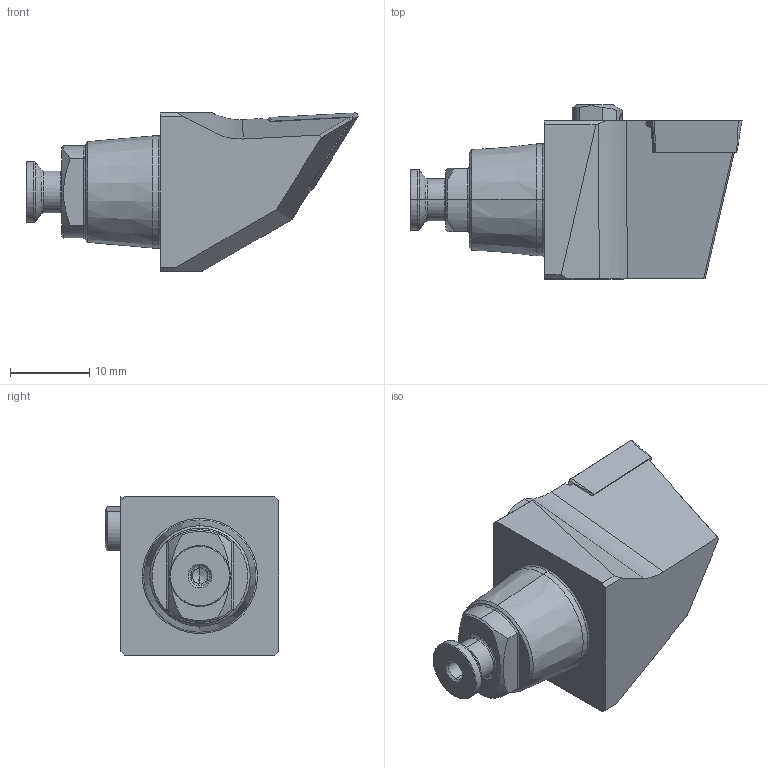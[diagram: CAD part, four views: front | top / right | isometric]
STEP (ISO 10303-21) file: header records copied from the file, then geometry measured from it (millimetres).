
FILE_DESCRIPTION (( 'STEP AP203' ), '1' );
FILE_NAME ('LW5.SDJCL.1025.011.STEP', '2024-08-26T13:35:53', ( '' ), ( '' ), 'SwSTEP 2.0', 'SolidWorks 2022', '' );
FILE_SCHEMA (( 'CONFIG_CONTROL_DESIGN' ));
Length unit declared in the file: millimetre
Products named in the file (7): LW5.SDJCL.1025.011; LW4-U00.ER1.000_B; LW5-KDB.LJA.025_A; WCB-ER2.001.009_A; DCMT11T304; ISO 14581 - M2x10; LWX-ER1.007.002
Assembly tree (6 placements, depth 2):
  LW5.SDJCL.1025.011
    LW5-KDB.LJA.025_A
    LW4-U00.ER1.000_B
    LWX-ER1.007.002
    ISO 14581 - M2x10
    WCB-ER2.001.009_A
    DCMT11T304
Bounding box: 42.01 x 22 x 20 mm (x, y, z)
Volume: 7329.6 mm3; surface area: 4134.1 mm2
Topology: 6 solids, 6 shells, 264 faces, 647 edges, 389 vertices
Faces by surface type: cylinder 82, plane 71, cone 70, torus 23, bspline 16, sphere 2
Entity records: 9020 total; most frequent: CARTESIAN_POINT 2272, DIRECTION 1272, ORIENTED_EDGE 1270, EDGE_CURVE 635, AXIS2_PLACEMENT_3D 509, VERTEX_POINT 389, EDGE_LOOP 278, FACE_OUTER_BOUND 264
